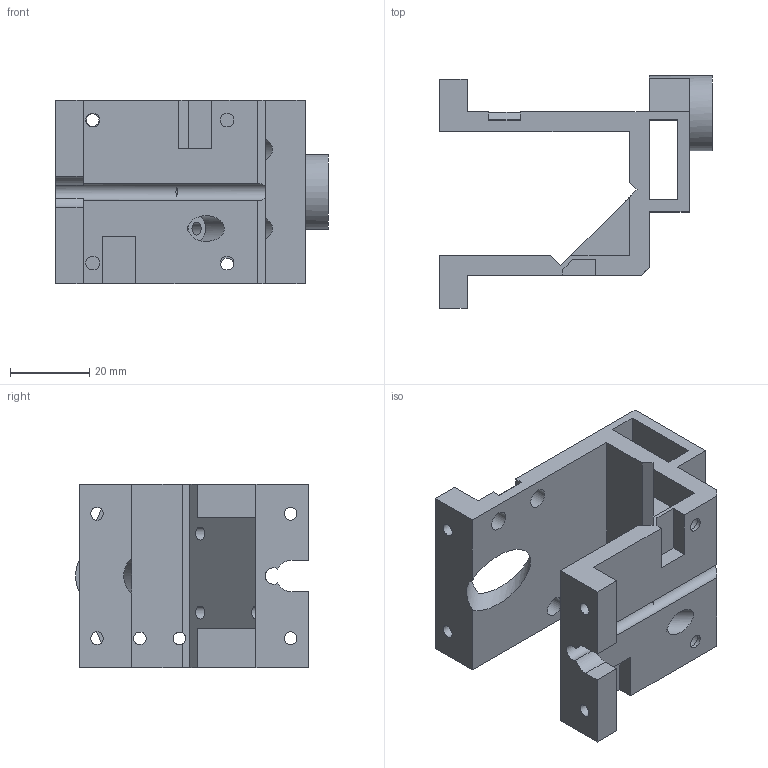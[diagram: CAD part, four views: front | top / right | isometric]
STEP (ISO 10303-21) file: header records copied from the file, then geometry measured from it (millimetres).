
FILE_DESCRIPTION(/* description */ (''),/* implementation_level */ '2;1');
FILE_NAME(/* name */ '1-hotend_carriage_v6 v2.step',/* time_stamp */ '2019-09-14T12:44:20-04:00',/* author */ (''),/* organization */ (''),/* preprocessor_version */ 'ST-DEVELOPER v18',/* originating_system */ 'Autodesk Translation Framework v8.6.0.1094',/* authorisation */ '');
FILE_SCHEMA (('AUTOMOTIVE_DESIGN { 1 0 10303 214 3 1 1 }'));
Length unit declared in the file: millimetre
Products named in the file (1): 1-hotend_carriage_v6
Bounding box: 69.1 x 58.9 x 46.5 mm (x, y, z)
Volume: 41830.6 mm3; surface area: 23007.2 mm2
Topology: 1 solids, 1 shells, 202 faces, 580 edges, 386 vertices
Faces by surface type: plane 125, cylinder 65, bspline 12
Full cylindrical faces by diameter (mm): 3.2 x12, 3.3 x3, 3.5 x4, 5 x10, 6.5 x3, 11.341 x6, 12.7 x6, 15 x1, 19 x1
Entity records: 9306 total; most frequent: CARTESIAN_POINT 3944, ORIENTED_EDGE 1164, DIRECTION 992, EDGE_CURVE 582, LINE 400, VECTOR 400, VERTEX_POINT 386, AXIS2_PLACEMENT_3D 296
